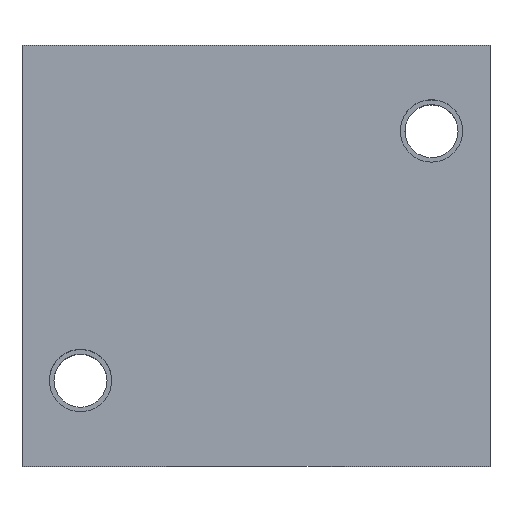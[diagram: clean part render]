
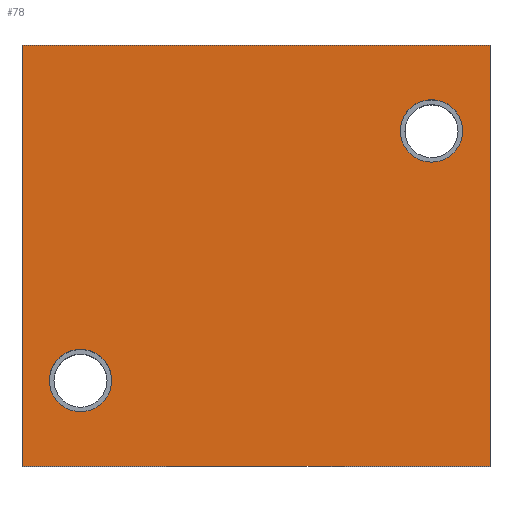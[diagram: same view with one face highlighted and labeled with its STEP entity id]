
A CAD part, top view. The second image highlights one B-rep face of the part: STEP entity #78.
In plain terms, the highlighted planar face has unit normal (0, 0, 1).
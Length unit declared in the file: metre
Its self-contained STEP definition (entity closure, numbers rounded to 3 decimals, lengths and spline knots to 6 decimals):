
#78 = ADVANCED_FACE( '', ( #173, #174, #175 ), #176, .F. );
#173 = FACE_BOUND( '', #292, .T. );
#174 = FACE_OUTER_BOUND( '', #293, .T. );
#175 = FACE_BOUND( '', #294, .T. );
#176 = PLANE( '', #295 );
#292 = EDGE_LOOP( '', ( #462 ) );
#293 = EDGE_LOOP( '', ( #463, #464, #465, #466 ) );
#294 = EDGE_LOOP( '', ( #467 ) );
#295 = AXIS2_PLACEMENT_3D( '', #468, #469, #470 );
#462 = ORIENTED_EDGE( '', *, *, #666, .T. );
#463 = ORIENTED_EDGE( '', *, *, #667, .T. );
#464 = ORIENTED_EDGE( '', *, *, #668, .F. );
#465 = ORIENTED_EDGE( '', *, *, #622, .F. );
#466 = ORIENTED_EDGE( '', *, *, #656, .T. );
#467 = ORIENTED_EDGE( '', *, *, #649, .T. );
#468 = CARTESIAN_POINT( '', ( -0.03, 0.054, 0.025 ) );
#469 = DIRECTION( '', ( 0., 0., -1. ) );
#470 = DIRECTION( '', ( -1., 0., 0. ) );
#622 = EDGE_CURVE( '', #725, #727, #728, .T. );
#649 = EDGE_CURVE( '', #772, #772, #773, .T. );
#656 = EDGE_CURVE( '', #725, #781, #783, .T. );
#666 = EDGE_CURVE( '', #796, #796, #797, .T. );
#667 = EDGE_CURVE( '', #781, #798, #799, .T. );
#668 = EDGE_CURVE( '', #727, #798, #800, .T. );
#725 = VERTEX_POINT( '', #876 );
#727 = VERTEX_POINT( '', #879 );
#728 = LINE( '', #880, #881 );
#772 = VERTEX_POINT( '', #936 );
#773 = CIRCLE( '', #937, 0.004 );
#781 = VERTEX_POINT( '', #947 );
#783 = LINE( '', #950, #951 );
#796 = VERTEX_POINT( '', #970 );
#797 = CIRCLE( '', #971, 0.004 );
#798 = VERTEX_POINT( '', #972 );
#799 = LINE( '', #973, #974 );
#800 = LINE( '', #975, #976 );
#876 = CARTESIAN_POINT( '', ( -0.03, 0.054, 0.025 ) );
#879 = CARTESIAN_POINT( '', ( 0.03, 0.054, 0.025 ) );
#880 = CARTESIAN_POINT( '', ( -0.03, 0.054, 0.025 ) );
#881 = VECTOR( '', #1154, 1. );
#936 = CARTESIAN_POINT( '', ( -0.0225, 0.015, 0.025 ) );
#937 = AXIS2_PLACEMENT_3D( '', #1190, #1191, #1192 );
#947 = CARTESIAN_POINT( '', ( -0.03, 0., 0.025 ) );
#950 = CARTESIAN_POINT( '', ( -0.03, 0.054, 0.025 ) );
#951 = VECTOR( '', #1199, 1. );
#970 = CARTESIAN_POINT( '', ( 0.0225, 0.047, 0.025 ) );
#971 = AXIS2_PLACEMENT_3D( '', #1206, #1207, #1208 );
#972 = CARTESIAN_POINT( '', ( 0.03, 0., 0.025 ) );
#973 = CARTESIAN_POINT( '', ( -0.03, 0., 0.025 ) );
#974 = VECTOR( '', #1209, 1. );
#975 = CARTESIAN_POINT( '', ( 0.03, 0.054, 0.025 ) );
#976 = VECTOR( '', #1210, 1. );
#1154 = DIRECTION( '', ( 1., 0., 0. ) );
#1190 = CARTESIAN_POINT( '', ( -0.0225, 0.011, 0.025 ) );
#1191 = DIRECTION( '', ( 0., 0., -1. ) );
#1192 = DIRECTION( '', ( 0., 1., 0. ) );
#1199 = DIRECTION( '', ( 0., -1., 0. ) );
#1206 = CARTESIAN_POINT( '', ( 0.0225, 0.043, 0.025 ) );
#1207 = DIRECTION( '', ( 0., 0., -1. ) );
#1208 = DIRECTION( '', ( 0., 1., 0. ) );
#1209 = DIRECTION( '', ( 1., 0., 0. ) );
#1210 = DIRECTION( '', ( 0., -1., 0. ) );
